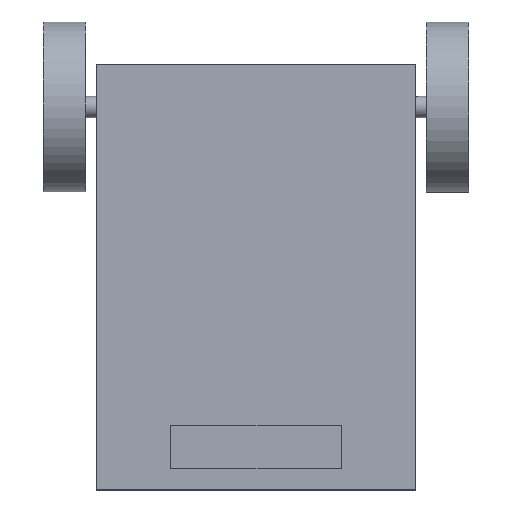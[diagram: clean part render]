
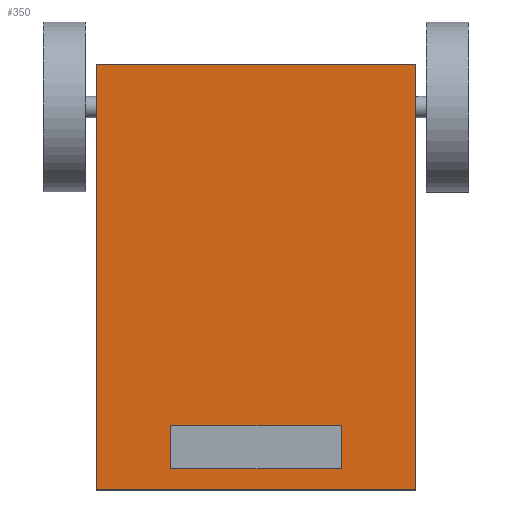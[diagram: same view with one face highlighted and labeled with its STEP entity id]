
A CAD part, top view. The second image highlights one B-rep face of the part: STEP entity #350.
In plain terms, the highlighted free-form (B-spline) face has degree [1, 1] with [2, 2] control points.
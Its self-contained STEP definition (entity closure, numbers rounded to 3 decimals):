
#246 = VERTEX_POINT('',#247);
#247 = CARTESIAN_POINT('',(-92.676,-123.569,
    49.427));
#252 = EDGE_CURVE('',#253,#246,#255,.T.);
#253 = VERTEX_POINT('',#254);
#254 = CARTESIAN_POINT('',(-92.676,123.569,
    49.427));
#255 = B_SPLINE_CURVE_WITH_KNOTS('',1,(#256,#257),.UNSPECIFIED.,.F.,.F.,
  (2,2),(-200.,0.),.PIECEWISE_BEZIER_KNOTS.);
#256 = CARTESIAN_POINT('',(-92.676,123.569,
    49.427));
#257 = CARTESIAN_POINT('',(-92.676,-123.569,
    49.427));
#283 = EDGE_CURVE('',#284,#253,#286,.T.);
#284 = VERTEX_POINT('',#285);
#285 = CARTESIAN_POINT('',(92.676,123.569,
    49.427));
#286 = B_SPLINE_CURVE_WITH_KNOTS('',1,(#287,#288),.UNSPECIFIED.,.F.,.F.,
  (2,2),(-150.,0.),.PIECEWISE_BEZIER_KNOTS.);
#287 = CARTESIAN_POINT('',(92.676,123.569,
    49.427));
#288 = CARTESIAN_POINT('',(-92.676,123.569,
    49.427));
#311 = EDGE_CURVE('',#312,#284,#314,.T.);
#312 = VERTEX_POINT('',#313);
#313 = CARTESIAN_POINT('',(92.676,-123.569,
    49.427));
#314 = B_SPLINE_CURVE_WITH_KNOTS('',1,(#315,#316),.UNSPECIFIED.,.F.,.F.,
  (2,2),(-200.,0.),.PIECEWISE_BEZIER_KNOTS.);
#315 = CARTESIAN_POINT('',(92.676,-123.569,
    49.427));
#316 = CARTESIAN_POINT('',(92.676,123.569,
    49.427));
#340 = EDGE_CURVE('',#246,#312,#341,.T.);
#341 = B_SPLINE_CURVE_WITH_KNOTS('',1,(#342,#343),.UNSPECIFIED.,.F.,.F.,
  (2,2),(-150.,0.),.PIECEWISE_BEZIER_KNOTS.);
#342 = CARTESIAN_POINT('',(-92.676,-123.569,
    49.427));
#343 = CARTESIAN_POINT('',(92.676,-123.569,
    49.427));
#350 = ADVANCED_FACE('',(#351),#357,.T.);
#351 = FACE_BOUND('',#352,.T.);
#352 = EDGE_LOOP('',(#353,#354,#355,#356));
#353 = ORIENTED_EDGE('',*,*,#340,.T.);
#354 = ORIENTED_EDGE('',*,*,#311,.T.);
#355 = ORIENTED_EDGE('',*,*,#283,.T.);
#356 = ORIENTED_EDGE('',*,*,#252,.T.);
#357 = B_SPLINE_SURFACE_WITH_KNOTS('',1,1,(
    (#358,#359)
    ,(#360,#361
    )),.UNSPECIFIED.,.F.,.F.,.F.,(2,2),(2,2),(-75.,75.),(-100.,100.),
  .PIECEWISE_BEZIER_KNOTS.);
#358 = CARTESIAN_POINT('',(-92.676,-123.569,
    49.427));
#359 = CARTESIAN_POINT('',(-92.676,123.569,
    49.427));
#360 = CARTESIAN_POINT('',(92.676,-123.569,
    49.427));
#361 = CARTESIAN_POINT('',(92.676,123.569,
    49.427));
